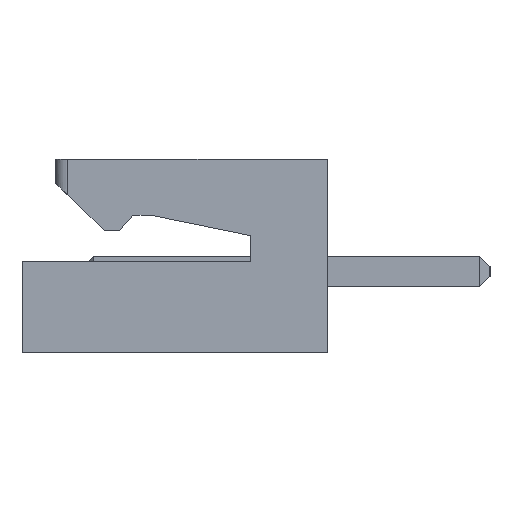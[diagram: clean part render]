
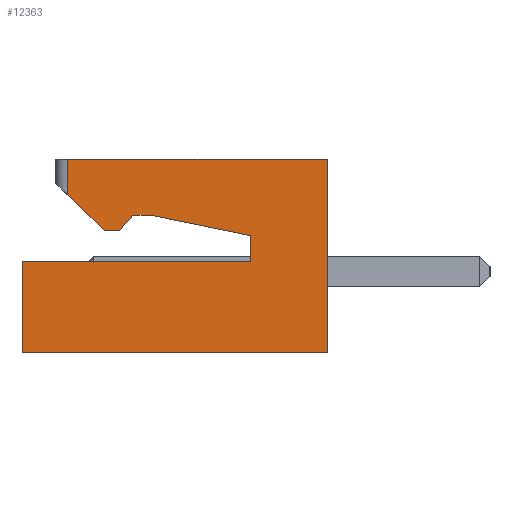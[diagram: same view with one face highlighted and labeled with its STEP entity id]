
A CAD part, left-side view. The second image highlights one B-rep face of the part: STEP entity #12363.
In plain terms, the highlighted planar face has unit normal (-1, 0, 0).
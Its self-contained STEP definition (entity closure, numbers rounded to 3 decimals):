
#194 = CARTESIAN_POINT ( 'NONE',  ( -2.5, 1.5, 0.7 ) ) ;
#326 = DIRECTION ( 'NONE',  ( 0., 0., 1. ) ) ;
#449 = PLANE ( 'NONE',  #14584 ) ;
#556 = EDGE_CURVE ( 'NONE', #14078, #5439, #5325, .T. ) ;
#678 = VECTOR ( 'NONE', #15031, 1000. ) ;
#690 = CARTESIAN_POINT ( 'NONE',  ( -2.5, 6., -1.6 ) ) ;
#850 = EDGE_CURVE ( 'NONE', #18741, #14078, #6672, .T. ) ;
#960 = CARTESIAN_POINT ( 'NONE',  ( -2.5, 0., 2.2 ) ) ;
#1252 = CARTESIAN_POINT ( 'NONE',  ( -2.5, 1.5, 0.2 ) ) ;
#1608 = EDGE_LOOP ( 'NONE', ( #11684, #16737, #11347, #17710, #9091, #14882, #7249, #18453, #12435, #1890, #18127, #7896 ) ) ;
#1620 = DIRECTION ( 'NONE',  ( 0., 0., 1. ) ) ;
#1890 = ORIENTED_EDGE ( 'NONE', *, *, #6752, .F. ) ;
#1999 = DIRECTION ( 'NONE',  ( 0., 0., -1. ) ) ;
#2025 = VECTOR ( 'NONE', #10053, 1000. ) ;
#2162 = VERTEX_POINT ( 'NONE', #3930 ) ;
#2333 = CARTESIAN_POINT ( 'NONE',  ( -2.5, 1.5, 0.2 ) ) ;
#2458 = LINE ( 'NONE', #7116, #10372 ) ;
#2532 = EDGE_CURVE ( 'NONE', #16588, #18741, #14405, .T. ) ;
#2607 = EDGE_CURVE ( 'NONE', #14566, #2162, #2740, .T. ) ;
#2740 = LINE ( 'NONE', #2333, #678 ) ;
#2871 = VECTOR ( 'NONE', #326, 1000. ) ;
#3159 = CARTESIAN_POINT ( 'NONE',  ( -2.5, 6., -1.6 ) ) ;
#3229 = VECTOR ( 'NONE', #1620, 1000. ) ;
#3726 = CARTESIAN_POINT ( 'NONE',  ( -2.5, 6., 0.2 ) ) ;
#3807 = VERTEX_POINT ( 'NONE', #10007 ) ;
#3914 = EDGE_CURVE ( 'NONE', #7128, #15344, #13297, .T. ) ;
#3930 = CARTESIAN_POINT ( 'NONE',  ( -2.5, 1.5, 0.7 ) ) ;
#4210 = VERTEX_POINT ( 'NONE', #3726 ) ;
#4605 = CARTESIAN_POINT ( 'NONE',  ( -2.5, 4.386, 0.8 ) ) ;
#5197 = CARTESIAN_POINT ( 'NONE',  ( -2.5, 3.821, 1.1 ) ) ;
#5325 = LINE ( 'NONE', #19519, #14345 ) ;
#5430 = DIRECTION ( 'NONE',  ( 0., 1., 0. ) ) ;
#5439 = VERTEX_POINT ( 'NONE', #4605 ) ;
#5656 = VECTOR ( 'NONE', #11538, 1000. ) ;
#6672 = LINE ( 'NONE', #18990, #15239 ) ;
#6752 = EDGE_CURVE ( 'NONE', #20244, #4210, #11096, .T. ) ;
#6850 = DIRECTION ( 'NONE',  ( 1., 0., 0. ) ) ;
#7116 = CARTESIAN_POINT ( 'NONE',  ( -2.5, 6., 2.2 ) ) ;
#7128 = VERTEX_POINT ( 'NONE', #8344 ) ;
#7249 = ORIENTED_EDGE ( 'NONE', *, *, #9539, .F. ) ;
#7873 = CARTESIAN_POINT ( 'NONE',  ( -2.5, 3.821, 1.1 ) ) ;
#7896 = ORIENTED_EDGE ( 'NONE', *, *, #3914, .T. ) ;
#8344 = CARTESIAN_POINT ( 'NONE',  ( -2.5, 0., -1.6 ) ) ;
#8460 = FACE_OUTER_BOUND ( 'NONE', #1608, .T. ) ;
#9091 = ORIENTED_EDGE ( 'NONE', *, *, #850, .F. ) ;
#9539 = EDGE_CURVE ( 'NONE', #2162, #16588, #14317, .T. ) ;
#9547 = EDGE_CURVE ( 'NONE', #10247, #15344, #2458, .T. ) ;
#9789 = CARTESIAN_POINT ( 'NONE',  ( -2.5, 0., -1.6 ) ) ;
#9813 = CARTESIAN_POINT ( 'NONE',  ( -2.5, 6., -1.6 ) ) ;
#10007 = CARTESIAN_POINT ( 'NONE',  ( -2.5, 5.1, 1.5 ) ) ;
#10053 = DIRECTION ( 'NONE',  ( 0., -1., 0. ) ) ;
#10207 = EDGE_CURVE ( 'NONE', #5439, #3807, #14631, .T. ) ;
#10247 = VERTEX_POINT ( 'NONE', #16977 ) ;
#10372 = VECTOR ( 'NONE', #14947, 1000. ) ;
#11096 = LINE ( 'NONE', #3159, #3229 ) ;
#11133 = LINE ( 'NONE', #17393, #12629 ) ;
#11347 = ORIENTED_EDGE ( 'NONE', *, *, #10207, .F. ) ;
#11538 = DIRECTION ( 'NONE',  ( 0., 0.714, 0.7 ) ) ;
#11684 = ORIENTED_EDGE ( 'NONE', *, *, #9547, .F. ) ;
#12363 = ADVANCED_FACE ( 'NONE', ( #8460 ), #449, .F. ) ;
#12416 = LINE ( 'NONE', #18660, #13187 ) ;
#12435 = ORIENTED_EDGE ( 'NONE', *, *, #18162, .F. ) ;
#12629 = VECTOR ( 'NONE', #17485, 1000. ) ;
#13111 = CARTESIAN_POINT ( 'NONE',  ( -2.5, 4.086, 0.8 ) ) ;
#13187 = VECTOR ( 'NONE', #16699, 1000. ) ;
#13297 = LINE ( 'NONE', #9789, #2871 ) ;
#13752 = EDGE_CURVE ( 'NONE', #3807, #10247, #11133, .T. ) ;
#13921 = CARTESIAN_POINT ( 'NONE',  ( -2.5, 3.46, 1.1 ) ) ;
#14078 = VERTEX_POINT ( 'NONE', #13111 ) ;
#14317 = LINE ( 'NONE', #194, #14673 ) ;
#14345 = VECTOR ( 'NONE', #5430, 1000. ) ;
#14405 = LINE ( 'NONE', #5197, #16793 ) ;
#14566 = VERTEX_POINT ( 'NONE', #1252 ) ;
#14584 = AXIS2_PLACEMENT_3D ( 'NONE', #9813, #6850, #1999 ) ;
#14631 = LINE ( 'NONE', #16079, #5656 ) ;
#14673 = VECTOR ( 'NONE', #16674, 1000. ) ;
#14882 = ORIENTED_EDGE ( 'NONE', *, *, #2532, .F. ) ;
#14947 = DIRECTION ( 'NONE',  ( 0., -1., 0. ) ) ;
#15031 = DIRECTION ( 'NONE',  ( 0., 0., 1. ) ) ;
#15239 = VECTOR ( 'NONE', #17758, 1000. ) ;
#15344 = VERTEX_POINT ( 'NONE', #960 ) ;
#15556 = CARTESIAN_POINT ( 'NONE',  ( -2.5, 6., -1.6 ) ) ;
#15973 = LINE ( 'NONE', #690, #2025 ) ;
#16079 = CARTESIAN_POINT ( 'NONE',  ( -2.5, 5.1, 1.5 ) ) ;
#16147 = DIRECTION ( 'NONE',  ( 0., 1., 0. ) ) ;
#16588 = VERTEX_POINT ( 'NONE', #13921 ) ;
#16674 = DIRECTION ( 'NONE',  ( 0., 0.98, 0.2 ) ) ;
#16699 = DIRECTION ( 'NONE',  ( 0., -1., 0. ) ) ;
#16737 = ORIENTED_EDGE ( 'NONE', *, *, #13752, .F. ) ;
#16793 = VECTOR ( 'NONE', #16147, 1000. ) ;
#16977 = CARTESIAN_POINT ( 'NONE',  ( -2.5, 5.1, 2.2 ) ) ;
#17393 = CARTESIAN_POINT ( 'NONE',  ( -2.5, 5.1, 2.2 ) ) ;
#17485 = DIRECTION ( 'NONE',  ( 0., 0., 1. ) ) ;
#17710 = ORIENTED_EDGE ( 'NONE', *, *, #556, .F. ) ;
#17758 = DIRECTION ( 'NONE',  ( 0., 0.661, -0.75 ) ) ;
#18127 = ORIENTED_EDGE ( 'NONE', *, *, #19284, .T. ) ;
#18162 = EDGE_CURVE ( 'NONE', #4210, #14566, #12416, .T. ) ;
#18453 = ORIENTED_EDGE ( 'NONE', *, *, #2607, .F. ) ;
#18660 = CARTESIAN_POINT ( 'NONE',  ( -2.5, 6., 0.2 ) ) ;
#18741 = VERTEX_POINT ( 'NONE', #7873 ) ;
#18990 = CARTESIAN_POINT ( 'NONE',  ( -2.5, 4.086, 0.8 ) ) ;
#19284 = EDGE_CURVE ( 'NONE', #20244, #7128, #15973, .T. ) ;
#19519 = CARTESIAN_POINT ( 'NONE',  ( -2.5, 4.386, 0.8 ) ) ;
#20244 = VERTEX_POINT ( 'NONE', #15556 ) ;
